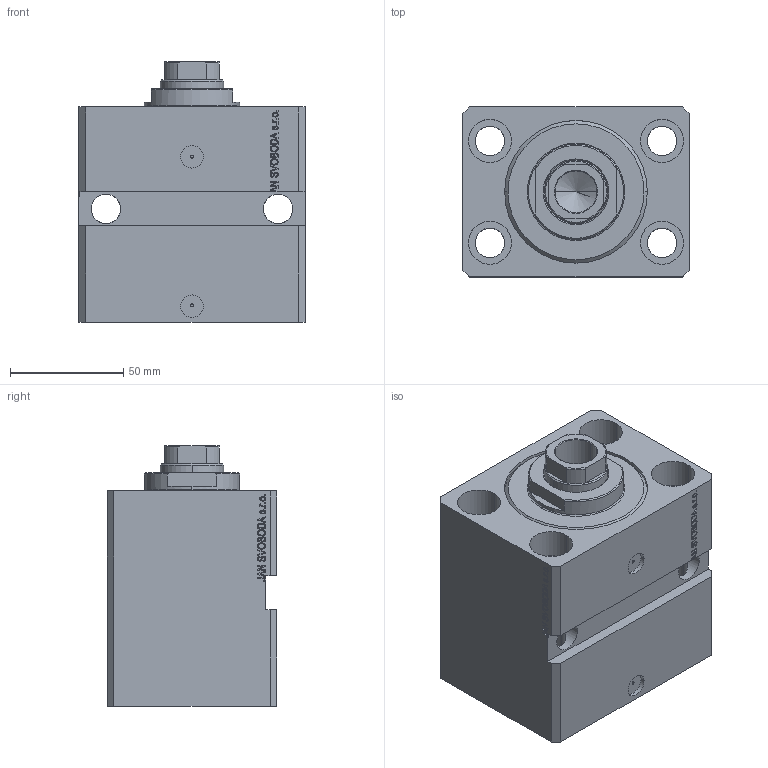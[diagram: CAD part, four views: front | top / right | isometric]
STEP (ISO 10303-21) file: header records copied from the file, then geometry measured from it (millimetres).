
FILE_DESCRIPTION (( 'STEP AP203' ), '1' );
FILE_NAME ('15fa.STEP', '2022-04-09T17:33:46', ( '' ), ( '' ), 'SwSTEP 2.0', 'SolidWorks 2019', '' );
FILE_SCHEMA (( 'CONFIG_CONTROL_DESIGN' ));
Length unit declared in the file: millimetre
Products named in the file (4): 15fa; V250CE_E_Body 7f5b7d497deb162ab0d7a683065fec3e; V250CE_VC_E 7f5b7d497deb162ab0d7a683065fec3e; V250CE_C_VCP 7f5b7d497deb162ab0d7a683065fec3e
Assembly tree (3 placements, depth 2):
  15fa
    V250CE_E_Body 7f5b7d497deb162ab0d7a683065fec3e
    V250CE_C_VCP 7f5b7d497deb162ab0d7a683065fec3e
    V250CE_VC_E 7f5b7d497deb162ab0d7a683065fec3e
Bounding box: 100 x 75 x 114.9 mm (x, y, z)
Volume: 600600.4 mm3; surface area: 114792.7 mm2
Topology: 3 solids, 3 shells, 918 faces, 2376 edges, 1563 vertices
Faces by surface type: plane 459, bspline 357, cylinder 84, cone 12, torus 6
Entity records: 44948 total; most frequent: CARTESIAN_POINT 24466, ORIENTED_EDGE 4748, DIRECTION 2914, EDGE_CURVE 2374, VERTEX_POINT 1563, LINE 1464, VECTOR 1464, EDGE_LOOP 1047
